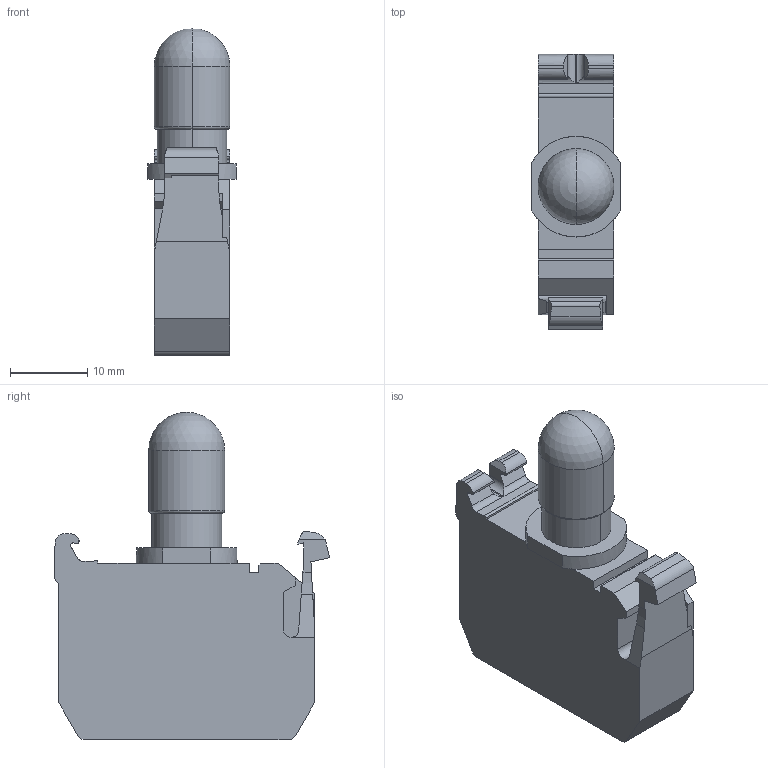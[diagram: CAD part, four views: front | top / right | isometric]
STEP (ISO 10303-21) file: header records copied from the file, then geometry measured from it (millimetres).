
FILE_DESCRIPTION((''),'2;1');
FILE_NAME('800F_D','2008-06-20T',('abschul1'),('Rockwell Automation'),'PRO/ENGINEER BY PARAMETRIC TECHNOLOGY CORPORATION, 2004320','PRO/ENGINEER BY PARAMETRIC TECHNOLOGY CORPORATION, 2004320','');
FILE_SCHEMA(('CONFIG_CONTROL_DESIGN'));
Length unit declared in the file: millimetre
Products named in the file (1): 800F_D
Bounding box: 11.4 x 35.53 x 42.25 mm (x, y, z)
Volume: 8159.8 mm3; surface area: 3804.7 mm2
Topology: 1 solids, 1 shells, 122 faces, 337 edges, 221 vertices
Faces by surface type: plane 87, cylinder 31, torus 2, sphere 2
Entity records: 3919 total; most frequent: CARTESIAN_POINT 754, ORIENTED_EDGE 670, DIRECTION 620, EDGE_CURVE 335, VECTOR 256, LINE 256, VERTEX_POINT 221, AXIS2_PLACEMENT_3D 182
